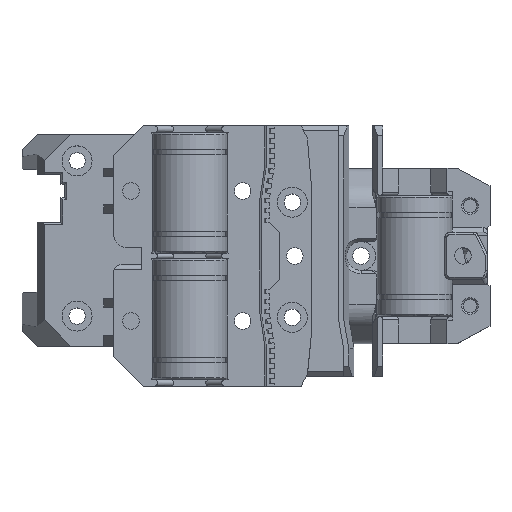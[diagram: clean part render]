
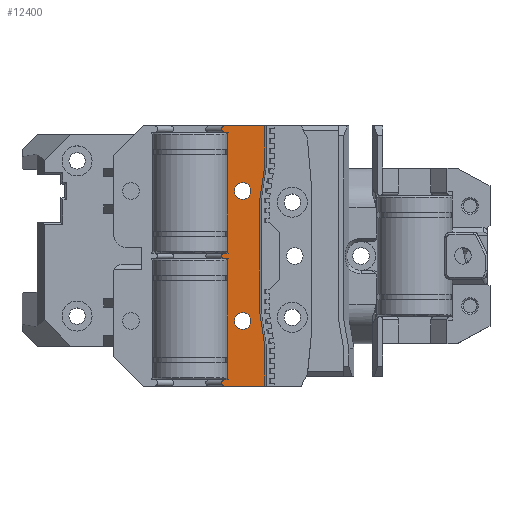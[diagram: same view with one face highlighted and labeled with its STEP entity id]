
A CAD part, top view. The second image highlights one B-rep face of the part: STEP entity #12400.
In plain terms, the highlighted planar face has unit normal (0, 0, 1).
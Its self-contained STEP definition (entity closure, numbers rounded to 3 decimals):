
#337=FACE_BOUND('',#1440,.T.);
#338=FACE_BOUND('',#1441,.T.);
#395=CIRCLE('',#13193,0.5);
#396=CIRCLE('',#13194,0.65);
#397=CIRCLE('',#13195,0.65);
#398=CIRCLE('',#13196,1.65);
#399=CIRCLE('',#13197,1.65);
#718=FACE_OUTER_BOUND('',#1439,.T.);
#1439=EDGE_LOOP('',(#8639,#8640,#8641,#8642,#8643,#8644,#8645,#8646,#8647,
#8648,#8649,#8650,#8651,#8652,#8653,#8654,#8655,#8656,#8657,#8658));
#1440=EDGE_LOOP('',(#8659));
#1441=EDGE_LOOP('',(#8660));
#2237=LINE('',#17816,#3712);
#2351=LINE('',#18325,#3826);
#2352=LINE('',#18327,#3827);
#2353=LINE('',#18329,#3828);
#2354=LINE('',#18331,#3829);
#2355=LINE('',#18333,#3830);
#2356=LINE('',#18337,#3831);
#2357=LINE('',#18339,#3832);
#2358=LINE('',#18341,#3833);
#2359=LINE('',#18343,#3834);
#2360=LINE('',#18345,#3835);
#2361=LINE('',#18346,#3836);
#2362=LINE('',#18350,#3837);
#2363=LINE('',#18352,#3838);
#2364=LINE('',#18354,#3839);
#2365=LINE('',#18356,#3840);
#2366=LINE('',#18357,#3841);
#3712=VECTOR('',#14301,10.);
#3826=VECTOR('',#14609,10.);
#3827=VECTOR('',#14610,10.);
#3828=VECTOR('',#14611,10.);
#3829=VECTOR('',#14612,10.);
#3830=VECTOR('',#14613,10.);
#3831=VECTOR('',#14616,10.);
#3832=VECTOR('',#14617,10.);
#3833=VECTOR('',#14618,10.);
#3834=VECTOR('',#14619,10.);
#3835=VECTOR('',#14620,10.);
#3836=VECTOR('',#14621,10.);
#3837=VECTOR('',#14624,10.);
#3838=VECTOR('',#14625,10.);
#3839=VECTOR('',#14626,10.);
#3840=VECTOR('',#14627,10.);
#3841=VECTOR('',#14628,10.);
#5171=VERTEX_POINT('',#17813);
#5172=VERTEX_POINT('',#17815);
#5274=VERTEX_POINT('',#18321);
#5275=VERTEX_POINT('',#18322);
#5276=VERTEX_POINT('',#18324);
#5277=VERTEX_POINT('',#18326);
#5278=VERTEX_POINT('',#18328);
#5279=VERTEX_POINT('',#18330);
#5280=VERTEX_POINT('',#18332);
#5281=VERTEX_POINT('',#18334);
#5282=VERTEX_POINT('',#18336);
#5283=VERTEX_POINT('',#18338);
#5284=VERTEX_POINT('',#18340);
#5285=VERTEX_POINT('',#18342);
#5286=VERTEX_POINT('',#18344);
#5287=VERTEX_POINT('',#18347);
#5288=VERTEX_POINT('',#18349);
#5289=VERTEX_POINT('',#18351);
#5290=VERTEX_POINT('',#18353);
#5291=VERTEX_POINT('',#18355);
#5292=VERTEX_POINT('',#18358);
#5293=VERTEX_POINT('',#18360);
#6398=EDGE_CURVE('',#5172,#5171,#2237,.T.);
#6560=EDGE_CURVE('',#5274,#5275,#395,.T.);
#6561=EDGE_CURVE('',#5274,#5276,#2351,.T.);
#6562=EDGE_CURVE('',#5276,#5277,#2352,.T.);
#6563=EDGE_CURVE('',#5277,#5278,#2353,.T.);
#6564=EDGE_CURVE('',#5278,#5279,#2354,.T.);
#6565=EDGE_CURVE('',#5279,#5280,#2355,.T.);
#6566=EDGE_CURVE('',#5281,#5280,#396,.T.);
#6567=EDGE_CURVE('',#5281,#5282,#2356,.T.);
#6568=EDGE_CURVE('',#5283,#5282,#2357,.T.);
#6569=EDGE_CURVE('',#5284,#5283,#2358,.T.);
#6570=EDGE_CURVE('',#5285,#5284,#2359,.T.);
#6571=EDGE_CURVE('',#5286,#5285,#2360,.T.);
#6572=EDGE_CURVE('',#5172,#5286,#2361,.T.);
#6573=EDGE_CURVE('',#5287,#5171,#397,.T.);
#6574=EDGE_CURVE('',#5287,#5288,#2362,.T.);
#6575=EDGE_CURVE('',#5288,#5289,#2363,.T.);
#6576=EDGE_CURVE('',#5289,#5290,#2364,.T.);
#6577=EDGE_CURVE('',#5290,#5291,#2365,.T.);
#6578=EDGE_CURVE('',#5275,#5291,#2366,.T.);
#6579=EDGE_CURVE('',#5292,#5292,#398,.T.);
#6580=EDGE_CURVE('',#5293,#5293,#399,.T.);
#8639=ORIENTED_EDGE('',*,*,#6560,.F.);
#8640=ORIENTED_EDGE('',*,*,#6561,.T.);
#8641=ORIENTED_EDGE('',*,*,#6562,.T.);
#8642=ORIENTED_EDGE('',*,*,#6563,.T.);
#8643=ORIENTED_EDGE('',*,*,#6564,.T.);
#8644=ORIENTED_EDGE('',*,*,#6565,.T.);
#8645=ORIENTED_EDGE('',*,*,#6566,.F.);
#8646=ORIENTED_EDGE('',*,*,#6567,.T.);
#8647=ORIENTED_EDGE('',*,*,#6568,.F.);
#8648=ORIENTED_EDGE('',*,*,#6569,.F.);
#8649=ORIENTED_EDGE('',*,*,#6570,.F.);
#8650=ORIENTED_EDGE('',*,*,#6571,.F.);
#8651=ORIENTED_EDGE('',*,*,#6572,.F.);
#8652=ORIENTED_EDGE('',*,*,#6398,.T.);
#8653=ORIENTED_EDGE('',*,*,#6573,.F.);
#8654=ORIENTED_EDGE('',*,*,#6574,.T.);
#8655=ORIENTED_EDGE('',*,*,#6575,.T.);
#8656=ORIENTED_EDGE('',*,*,#6576,.T.);
#8657=ORIENTED_EDGE('',*,*,#6577,.T.);
#8658=ORIENTED_EDGE('',*,*,#6578,.F.);
#8659=ORIENTED_EDGE('',*,*,#6579,.T.);
#8660=ORIENTED_EDGE('',*,*,#6580,.T.);
#11828=PLANE('',#13192);
#12400=ADVANCED_FACE('',(#718,#337,#338),#11828,.T.);
#13192=AXIS2_PLACEMENT_3D('',#18320,#14605,#14606);
#13193=AXIS2_PLACEMENT_3D('',#18323,#14607,#14608);
#13194=AXIS2_PLACEMENT_3D('',#18335,#14614,#14615);
#13195=AXIS2_PLACEMENT_3D('',#18348,#14622,#14623);
#13196=AXIS2_PLACEMENT_3D('',#18359,#14629,#14630);
#13197=AXIS2_PLACEMENT_3D('',#18361,#14631,#14632);
#14301=DIRECTION('',(-1.,0.,0.));
#14605=DIRECTION('center_axis',(0.,0.,1.));
#14606=DIRECTION('ref_axis',(1.,0.,0.));
#14607=DIRECTION('center_axis',(0.,0.,-1.));
#14608=DIRECTION('ref_axis',(-0.707,-0.707,0.));
#14609=DIRECTION('',(1.,0.,0.));
#14610=DIRECTION('',(-0.342,-0.94,0.));
#14611=DIRECTION('',(0.,-1.,0.));
#14612=DIRECTION('',(0.342,-0.94,0.));
#14613=DIRECTION('',(-1.,0.,0.));
#14614=DIRECTION('center_axis',(0.,0.,-1.));
#14615=DIRECTION('ref_axis',(-0.707,-0.707,0.));
#14616=DIRECTION('',(1.,0.,0.));
#14617=DIRECTION('',(0.,-1.,0.));
#14618=DIRECTION('',(0.146,-0.989,0.));
#14619=DIRECTION('',(0.,-1.,0.));
#14620=DIRECTION('',(-0.146,-0.989,0.));
#14621=DIRECTION('',(0.,-1.,0.));
#14622=DIRECTION('center_axis',(0.,0.,-1.));
#14623=DIRECTION('ref_axis',(-0.707,-0.707,0.));
#14624=DIRECTION('',(1.,0.,0.));
#14625=DIRECTION('',(-0.342,-0.94,0.));
#14626=DIRECTION('',(0.,-1.,0.));
#14627=DIRECTION('',(0.342,-0.94,0.));
#14628=DIRECTION('',(1.,0.,0.));
#14629=DIRECTION('center_axis',(0.,0.,-1.));
#14630=DIRECTION('ref_axis',(-1.,0.,0.));
#14631=DIRECTION('center_axis',(0.,0.,-1.));
#14632=DIRECTION('ref_axis',(-1.,0.,0.));
#17813=CARTESIAN_POINT('',(36.05,52.,14.4));
#17815=CARTESIAN_POINT('',(44.02,52.,14.4));
#17816=CARTESIAN_POINT('',(89.,52.,14.4));
#18320=CARTESIAN_POINT('Origin',(51.4,26.,14.4));
#18321=CARTESIAN_POINT('',(35.9,25.5,14.4));
#18322=CARTESIAN_POINT('',(35.9,26.5,14.4));
#18323=CARTESIAN_POINT('Origin',(35.9,26.,14.4));
#18324=CARTESIAN_POINT('',(36.664,25.5,14.4));
#18325=CARTESIAN_POINT('',(40.2,25.5,14.4));
#18326=CARTESIAN_POINT('',(36.5,25.05,14.4));
#18327=CARTESIAN_POINT('',(37.524,27.864,14.4));
#18328=CARTESIAN_POINT('',(36.5,1.75,14.4));
#18329=CARTESIAN_POINT('',(36.5,26.,14.4));
#18330=CARTESIAN_POINT('',(36.664,1.3,14.4));
#18331=CARTESIAN_POINT('',(33.475,10.062,14.4));
#18332=CARTESIAN_POINT('',(36.05,1.3,14.4));
#18333=CARTESIAN_POINT('',(40.2,1.3,14.4));
#18334=CARTESIAN_POINT('',(36.05,0.,14.4));
#18335=CARTESIAN_POINT('Origin',(36.05,0.65,14.4));
#18336=CARTESIAN_POINT('',(44.02,0.,14.4));
#18337=CARTESIAN_POINT('',(0.,0.,14.4));
#18338=CARTESIAN_POINT('',(44.02,7.861,14.4));
#18339=CARTESIAN_POINT('',(44.02,16.941,14.4));
#18340=CARTESIAN_POINT('',(43.,14.773,14.4));
#18341=CARTESIAN_POINT('',(42.28,19.649,14.4));
#18342=CARTESIAN_POINT('',(43.,37.227,14.4));
#18343=CARTESIAN_POINT('',(43.,26.,14.4));
#18344=CARTESIAN_POINT('',(44.02,44.139,14.4));
#18345=CARTESIAN_POINT('',(42.28,32.351,14.4));
#18346=CARTESIAN_POINT('',(44.02,35.059,14.4));
#18347=CARTESIAN_POINT('',(36.05,50.7,14.4));
#18348=CARTESIAN_POINT('Origin',(36.05,51.35,14.4));
#18349=CARTESIAN_POINT('',(36.664,50.7,14.4));
#18350=CARTESIAN_POINT('',(40.2,50.7,14.4));
#18351=CARTESIAN_POINT('',(36.5,50.25,14.4));
#18352=CARTESIAN_POINT('',(33.475,41.938,14.4));
#18353=CARTESIAN_POINT('',(36.5,26.95,14.4));
#18354=CARTESIAN_POINT('',(36.5,26.,14.4));
#18355=CARTESIAN_POINT('',(36.664,26.5,14.4));
#18356=CARTESIAN_POINT('',(37.524,24.136,14.4));
#18357=CARTESIAN_POINT('',(52.3,26.5,14.4));
#18358=CARTESIAN_POINT('',(41.25,13.,14.4));
#18359=CARTESIAN_POINT('Origin',(39.6,13.,14.4));
#18360=CARTESIAN_POINT('',(41.25,39.,14.4));
#18361=CARTESIAN_POINT('Origin',(39.6,39.,14.4));
